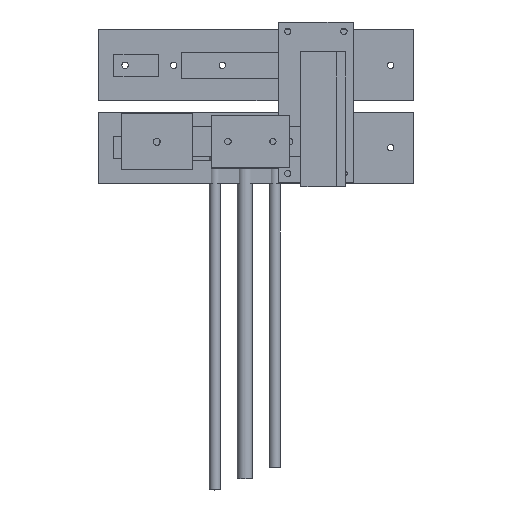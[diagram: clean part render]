
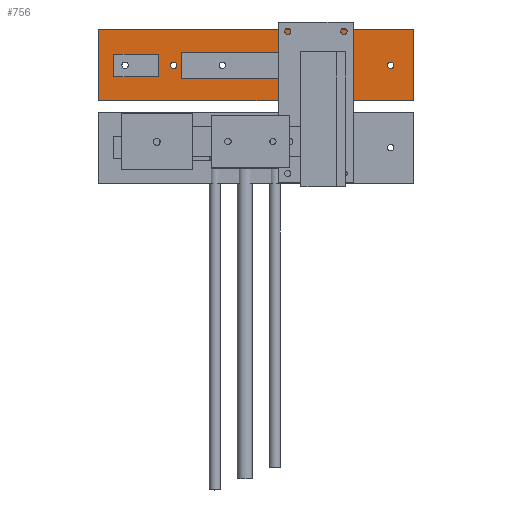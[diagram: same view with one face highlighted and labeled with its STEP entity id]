
A CAD part, top view. The second image highlights one B-rep face of the part: STEP entity #756.
In plain terms, the highlighted planar face has unit normal (0, 0, 1).
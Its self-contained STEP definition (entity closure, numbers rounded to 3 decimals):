
#692 = VERTEX_POINT('',#693);
#693 = CARTESIAN_POINT('',(0.,44.,7.2));
#708 = VERTEX_POINT('',#709);
#709 = CARTESIAN_POINT('',(0.,82.,7.2));
#715 = EDGE_CURVE('',#692,#708,#716,.T.);
#716 = LINE('',#717,#718);
#717 = CARTESIAN_POINT('',(0.,44.,7.2));
#718 = VECTOR('',#719,1.);
#719 = DIRECTION('',(0.,1.,0.));
#738 = EDGE_CURVE('',#692,#739,#741,.T.);
#739 = VERTEX_POINT('',#740);
#740 = CARTESIAN_POINT('',(168.,44.,7.2));
#741 = LINE('',#742,#743);
#742 = CARTESIAN_POINT('',(0.,44.,7.2));
#743 = VECTOR('',#744,1.);
#744 = DIRECTION('',(1.,0.,0.));
#756 = ADVANCED_FACE('',(#757,#775,#809,#820,#854,#865),#876,.T.);
#757 = FACE_BOUND('',#758,.T.);
#758 = EDGE_LOOP('',(#759,#760,#761,#769));
#759 = ORIENTED_EDGE('',*,*,#715,.F.);
#760 = ORIENTED_EDGE('',*,*,#738,.T.);
#761 = ORIENTED_EDGE('',*,*,#762,.T.);
#762 = EDGE_CURVE('',#739,#763,#765,.T.);
#763 = VERTEX_POINT('',#764);
#764 = CARTESIAN_POINT('',(168.,82.,7.2));
#765 = LINE('',#766,#767);
#766 = CARTESIAN_POINT('',(168.,44.,7.2));
#767 = VECTOR('',#768,1.);
#768 = DIRECTION('',(0.,1.,0.));
#769 = ORIENTED_EDGE('',*,*,#770,.F.);
#770 = EDGE_CURVE('',#708,#763,#771,.T.);
#771 = LINE('',#772,#773);
#772 = CARTESIAN_POINT('',(0.,82.,7.2));
#773 = VECTOR('',#774,1.);
#774 = DIRECTION('',(1.,0.,0.));
#775 = FACE_BOUND('',#776,.T.);
#776 = EDGE_LOOP('',(#777,#787,#795,#803));
#777 = ORIENTED_EDGE('',*,*,#778,.F.);
#778 = EDGE_CURVE('',#779,#781,#783,.T.);
#779 = VERTEX_POINT('',#780);
#780 = CARTESIAN_POINT('',(8.,57.,7.2));
#781 = VERTEX_POINT('',#782);
#782 = CARTESIAN_POINT('',(32.,57.,7.2));
#783 = LINE('',#784,#785);
#784 = CARTESIAN_POINT('',(8.,57.,7.2));
#785 = VECTOR('',#786,1.);
#786 = DIRECTION('',(1.,0.,0.));
#787 = ORIENTED_EDGE('',*,*,#788,.T.);
#788 = EDGE_CURVE('',#779,#789,#791,.T.);
#789 = VERTEX_POINT('',#790);
#790 = CARTESIAN_POINT('',(8.,69.,7.2));
#791 = LINE('',#792,#793);
#792 = CARTESIAN_POINT('',(8.,57.,7.2));
#793 = VECTOR('',#794,1.);
#794 = DIRECTION('',(0.,1.,0.));
#795 = ORIENTED_EDGE('',*,*,#796,.T.);
#796 = EDGE_CURVE('',#789,#797,#799,.T.);
#797 = VERTEX_POINT('',#798);
#798 = CARTESIAN_POINT('',(32.,69.,7.2));
#799 = LINE('',#800,#801);
#800 = CARTESIAN_POINT('',(8.,69.,7.2));
#801 = VECTOR('',#802,1.);
#802 = DIRECTION('',(1.,0.,0.));
#803 = ORIENTED_EDGE('',*,*,#804,.F.);
#804 = EDGE_CURVE('',#781,#797,#805,.T.);
#805 = LINE('',#806,#807);
#806 = CARTESIAN_POINT('',(32.,57.,7.2));
#807 = VECTOR('',#808,1.);
#808 = DIRECTION('',(0.,1.,0.));
#809 = FACE_BOUND('',#810,.T.);
#810 = EDGE_LOOP('',(#811));
#811 = ORIENTED_EDGE('',*,*,#812,.F.);
#812 = EDGE_CURVE('',#813,#813,#815,.T.);
#813 = VERTEX_POINT('',#814);
#814 = CARTESIAN_POINT('',(41.7,63.,7.2));
#815 = CIRCLE('',#816,1.7);
#816 = AXIS2_PLACEMENT_3D('',#817,#818,#819);
#817 = CARTESIAN_POINT('',(40.,63.,7.2));
#818 = DIRECTION('',(0.,0.,1.));
#819 = DIRECTION('',(1.,0.,0.));
#820 = FACE_BOUND('',#821,.T.);
#821 = EDGE_LOOP('',(#822,#832,#840,#848));
#822 = ORIENTED_EDGE('',*,*,#823,.F.);
#823 = EDGE_CURVE('',#824,#826,#828,.T.);
#824 = VERTEX_POINT('',#825);
#825 = CARTESIAN_POINT('',(44.,56.,7.2));
#826 = VERTEX_POINT('',#827);
#827 = CARTESIAN_POINT('',(124.,56.,7.2));
#828 = LINE('',#829,#830);
#829 = CARTESIAN_POINT('',(44.,56.,7.2));
#830 = VECTOR('',#831,1.);
#831 = DIRECTION('',(1.,0.,0.));
#832 = ORIENTED_EDGE('',*,*,#833,.T.);
#833 = EDGE_CURVE('',#824,#834,#836,.T.);
#834 = VERTEX_POINT('',#835);
#835 = CARTESIAN_POINT('',(44.,70.,7.2));
#836 = LINE('',#837,#838);
#837 = CARTESIAN_POINT('',(44.,56.,7.2));
#838 = VECTOR('',#839,1.);
#839 = DIRECTION('',(0.,1.,0.));
#840 = ORIENTED_EDGE('',*,*,#841,.T.);
#841 = EDGE_CURVE('',#834,#842,#844,.T.);
#842 = VERTEX_POINT('',#843);
#843 = CARTESIAN_POINT('',(124.,70.,7.2));
#844 = LINE('',#845,#846);
#845 = CARTESIAN_POINT('',(44.,70.,7.2));
#846 = VECTOR('',#847,1.);
#847 = DIRECTION('',(1.,0.,0.));
#848 = ORIENTED_EDGE('',*,*,#849,.F.);
#849 = EDGE_CURVE('',#826,#842,#850,.T.);
#850 = LINE('',#851,#852);
#851 = CARTESIAN_POINT('',(124.,56.,7.2));
#852 = VECTOR('',#853,1.);
#853 = DIRECTION('',(0.,1.,0.));
#854 = FACE_BOUND('',#855,.T.);
#855 = EDGE_LOOP('',(#856));
#856 = ORIENTED_EDGE('',*,*,#857,.F.);
#857 = EDGE_CURVE('',#858,#858,#860,.T.);
#858 = VERTEX_POINT('',#859);
#859 = CARTESIAN_POINT('',(135.7,63.,7.2));
#860 = CIRCLE('',#861,1.7);
#861 = AXIS2_PLACEMENT_3D('',#862,#863,#864);
#862 = CARTESIAN_POINT('',(134.,63.,7.2));
#863 = DIRECTION('',(0.,0.,1.));
#864 = DIRECTION('',(1.,0.,0.));
#865 = FACE_BOUND('',#866,.T.);
#866 = EDGE_LOOP('',(#867));
#867 = ORIENTED_EDGE('',*,*,#868,.F.);
#868 = EDGE_CURVE('',#869,#869,#871,.T.);
#869 = VERTEX_POINT('',#870);
#870 = CARTESIAN_POINT('',(157.7,63.,7.2));
#871 = CIRCLE('',#872,1.7);
#872 = AXIS2_PLACEMENT_3D('',#873,#874,#875);
#873 = CARTESIAN_POINT('',(156.,63.,7.2));
#874 = DIRECTION('',(0.,0.,1.));
#875 = DIRECTION('',(1.,0.,0.));
#876 = PLANE('',#877);
#877 = AXIS2_PLACEMENT_3D('',#878,#879,#880);
#878 = CARTESIAN_POINT('',(0.,44.,7.2));
#879 = DIRECTION('',(0.,0.,1.));
#880 = DIRECTION('',(1.,0.,0.));
